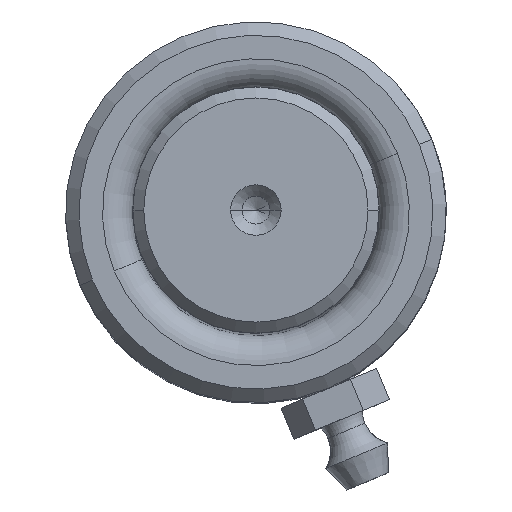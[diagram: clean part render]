
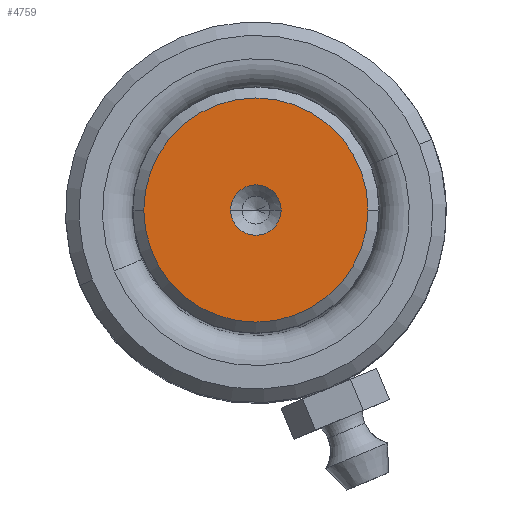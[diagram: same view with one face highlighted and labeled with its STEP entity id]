
A CAD part, top view. The second image highlights one B-rep face of the part: STEP entity #4759.
In plain terms, the highlighted planar face has unit normal (0, 0, 1).
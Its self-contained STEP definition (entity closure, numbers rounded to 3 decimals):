
#30 = CARTESIAN_POINT ( 'NONE',  ( 2.25, 0., 170. ) ) ;
#626 = CARTESIAN_POINT ( 'NONE',  ( -2.25, 0., 170. ) ) ;
#756 = VERTEX_POINT ( 'NONE', #5950 ) ;
#836 = DIRECTION ( 'NONE',  ( 1., 0., 0. ) ) ;
#874 = DIRECTION ( 'NONE',  ( 0., 0., 1. ) ) ;
#1045 = AXIS2_PLACEMENT_3D ( 'NONE', #1696, #4492, #3981 ) ;
#1580 = PLANE ( 'NONE',  #3364 ) ;
#1696 = CARTESIAN_POINT ( 'NONE',  ( 0., 0., 170. ) ) ;
#1814 = EDGE_CURVE ( 'NONE', #2613, #2801, #3933, .T. ) ;
#1839 = CARTESIAN_POINT ( 'NONE',  ( 10.009, 0., 170. ) ) ;
#1868 = ORIENTED_EDGE ( 'NONE', *, *, #1814, .F. ) ;
#2589 = CARTESIAN_POINT ( 'NONE',  ( 0., 0., 170. ) ) ;
#2613 = VERTEX_POINT ( 'NONE', #626 ) ;
#2653 = ORIENTED_EDGE ( 'NONE', *, *, #5799, .T. ) ;
#2801 = VERTEX_POINT ( 'NONE', #30 ) ;
#2958 = EDGE_CURVE ( 'NONE', #2801, #2613, #4391, .T. ) ;
#3010 = FACE_OUTER_BOUND ( 'NONE', #5911, .T. ) ;
#3101 = CIRCLE ( 'NONE', #1045, 10.009 ) ;
#3119 = CARTESIAN_POINT ( 'NONE',  ( 0., 0., 170. ) ) ;
#3187 = DIRECTION ( 'NONE',  ( 0., 0., 1. ) ) ;
#3364 = AXIS2_PLACEMENT_3D ( 'NONE', #2589, #3187, #4884 ) ;
#3734 = CARTESIAN_POINT ( 'NONE',  ( 0., 0., 170. ) ) ;
#3933 = CIRCLE ( 'NONE', #6275, 2.25 ) ;
#3944 = ORIENTED_EDGE ( 'NONE', *, *, #5461, .T. ) ;
#3981 = DIRECTION ( 'NONE',  ( 1., 0., 0. ) ) ;
#4058 = EDGE_LOOP ( 'NONE', ( #7324, #1868 ) ) ;
#4351 = DIRECTION ( 'NONE',  ( 0., 0., 1. ) ) ;
#4391 = CIRCLE ( 'NONE', #6042, 2.25 ) ;
#4492 = DIRECTION ( 'NONE',  ( 0., 0., 1. ) ) ;
#4718 = FACE_BOUND ( 'NONE', #4058, .T. ) ;
#4759 = ADVANCED_FACE ( 'NONE', ( #4718, #3010 ), #1580, .T. ) ;
#4884 = DIRECTION ( 'NONE',  ( 1., 0., 0. ) ) ;
#5418 = DIRECTION ( 'NONE',  ( 1., 0., 0. ) ) ;
#5461 = EDGE_CURVE ( 'NONE', #6397, #756, #6855, .T. ) ;
#5499 = DIRECTION ( 'NONE',  ( 0., 0., 1. ) ) ;
#5799 = EDGE_CURVE ( 'NONE', #756, #6397, #3101, .T. ) ;
#5911 = EDGE_LOOP ( 'NONE', ( #2653, #3944 ) ) ;
#5950 = CARTESIAN_POINT ( 'NONE',  ( -10.009, 0., 170. ) ) ;
#6007 = DIRECTION ( 'NONE',  ( 1., 0., 0. ) ) ;
#6042 = AXIS2_PLACEMENT_3D ( 'NONE', #3119, #874, #5418 ) ;
#6275 = AXIS2_PLACEMENT_3D ( 'NONE', #6587, #4351, #6007 ) ;
#6397 = VERTEX_POINT ( 'NONE', #1839 ) ;
#6587 = CARTESIAN_POINT ( 'NONE',  ( 0., 0., 170. ) ) ;
#6855 = CIRCLE ( 'NONE', #7048, 10.009 ) ;
#7048 = AXIS2_PLACEMENT_3D ( 'NONE', #3734, #5499, #836 ) ;
#7324 = ORIENTED_EDGE ( 'NONE', *, *, #2958, .F. ) ;
